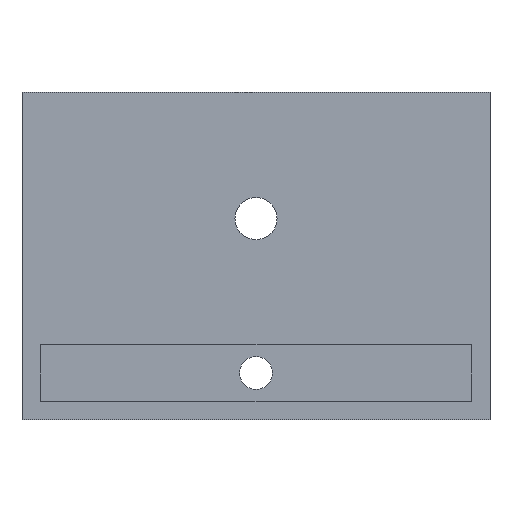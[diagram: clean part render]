
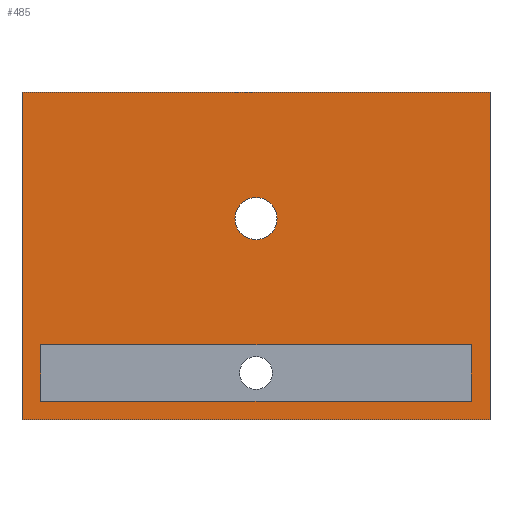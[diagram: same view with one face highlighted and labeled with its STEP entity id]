
A CAD part, front view. The second image highlights one B-rep face of the part: STEP entity #485.
In plain terms, the highlighted planar face has unit normal (0, -1, 0).
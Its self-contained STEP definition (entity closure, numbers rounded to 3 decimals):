
#28 = ORIENTED_EDGE ( 'NONE', *, *, #1431, .F. ) ;
#77 = CARTESIAN_POINT ( 'NONE',  ( 20., 0., -270. ) ) ;
#93 = EDGE_CURVE ( 'NONE', #287, #608, #910, .T. ) ;
#105 = CARTESIAN_POINT ( 'NONE',  ( 500., 0., -350. ) ) ;
#142 = LINE ( 'NONE', #1402, #830 ) ;
#175 = VERTEX_POINT ( 'NONE', #1523 ) ;
#188 = CARTESIAN_POINT ( 'NONE',  ( 0., 0., -350. ) ) ;
#195 = VERTEX_POINT ( 'NONE', #1234 ) ;
#210 = CARTESIAN_POINT ( 'NONE',  ( 480., 0., -270. ) ) ;
#225 = CARTESIAN_POINT ( 'NONE',  ( 250., 0., -157.5 ) ) ;
#227 = CIRCLE ( 'NONE', #1159, 22.5 ) ;
#229 = EDGE_CURVE ( 'NONE', #795, #420, #1349, .T. ) ;
#254 = VECTOR ( 'NONE', #1392, 1000. ) ;
#287 = VERTEX_POINT ( 'NONE', #793 ) ;
#313 = ORIENTED_EDGE ( 'NONE', *, *, #720, .F. ) ;
#333 = LINE ( 'NONE', #1483, #369 ) ;
#335 = EDGE_LOOP ( 'NONE', ( #1309, #28, #714, #313 ) ) ;
#369 = VECTOR ( 'NONE', #924, 1000. ) ;
#387 = ORIENTED_EDGE ( 'NONE', *, *, #229, .F. ) ;
#420 = VERTEX_POINT ( 'NONE', #1255 ) ;
#453 = VERTEX_POINT ( 'NONE', #77 ) ;
#476 = EDGE_LOOP ( 'NONE', ( #1063, #1087 ) ) ;
#477 = CARTESIAN_POINT ( 'NONE',  ( 0., 0., -350. ) ) ;
#483 = VERTEX_POINT ( 'NONE', #210 ) ;
#484 = ORIENTED_EDGE ( 'NONE', *, *, #759, .F. ) ;
#485 = ADVANCED_FACE ( 'NONE', ( #1352, #1122, #1078 ), #530, .T. ) ;
#487 = DIRECTION ( 'NONE',  ( 0., 0., -1. ) ) ;
#490 = DIRECTION ( 'NONE',  ( 1., 0., 0. ) ) ;
#523 = DIRECTION ( 'NONE',  ( 0., 0., -1. ) ) ;
#530 = PLANE ( 'NONE',  #1279 ) ;
#536 = LINE ( 'NONE', #1389, #1380 ) ;
#544 = CARTESIAN_POINT ( 'NONE',  ( 250., 0., -135. ) ) ;
#603 = CARTESIAN_POINT ( 'NONE',  ( 20., 0., -330. ) ) ;
#608 = VERTEX_POINT ( 'NONE', #225 ) ;
#622 = VERTEX_POINT ( 'NONE', #105 ) ;
#642 = LINE ( 'NONE', #1500, #254 ) ;
#704 = EDGE_CURVE ( 'NONE', #483, #453, #1571, .T. ) ;
#714 = ORIENTED_EDGE ( 'NONE', *, *, #1329, .F. ) ;
#720 = EDGE_CURVE ( 'NONE', #175, #195, #536, .T. ) ;
#759 = EDGE_CURVE ( 'NONE', #453, #795, #142, .T. ) ;
#793 = CARTESIAN_POINT ( 'NONE',  ( 250., 0., -112.5 ) ) ;
#795 = VERTEX_POINT ( 'NONE', #1107 ) ;
#830 = VECTOR ( 'NONE', #968, 1000. ) ;
#856 = VERTEX_POINT ( 'NONE', #188 ) ;
#860 = VECTOR ( 'NONE', #1265, 1000. ) ;
#863 = ORIENTED_EDGE ( 'NONE', *, *, #1048, .F. ) ;
#908 = LINE ( 'NONE', #970, #860 ) ;
#910 = CIRCLE ( 'NONE', #1144, 22.5 ) ;
#919 = LINE ( 'NONE', #1120, #1315 ) ;
#923 = EDGE_CURVE ( 'NONE', #608, #287, #227, .T. ) ;
#924 = DIRECTION ( 'NONE',  ( -1., 0., 0. ) ) ;
#960 = DIRECTION ( 'NONE',  ( 0., 1., 0. ) ) ;
#968 = DIRECTION ( 'NONE',  ( 0., 0., -1. ) ) ;
#970 = CARTESIAN_POINT ( 'NONE',  ( 480., 0., -330. ) ) ;
#971 = DIRECTION ( 'NONE',  ( 0., 0., 1. ) ) ;
#989 = EDGE_LOOP ( 'NONE', ( #484, #1170, #863, #387 ) ) ;
#1048 = EDGE_CURVE ( 'NONE', #420, #483, #908, .T. ) ;
#1063 = ORIENTED_EDGE ( 'NONE', *, *, #93, .T. ) ;
#1078 = FACE_OUTER_BOUND ( 'NONE', #335, .T. ) ;
#1083 = CARTESIAN_POINT ( 'NONE',  ( 250., 0., -135. ) ) ;
#1087 = ORIENTED_EDGE ( 'NONE', *, *, #923, .T. ) ;
#1107 = CARTESIAN_POINT ( 'NONE',  ( 20., 0., -330. ) ) ;
#1120 = CARTESIAN_POINT ( 'NONE',  ( 0., 0., 0. ) ) ;
#1122 = FACE_BOUND ( 'NONE', #989, .T. ) ;
#1144 = AXIS2_PLACEMENT_3D ( 'NONE', #1083, #1547, #487 ) ;
#1159 = AXIS2_PLACEMENT_3D ( 'NONE', #544, #960, #1188 ) ;
#1170 = ORIENTED_EDGE ( 'NONE', *, *, #704, .F. ) ;
#1188 = DIRECTION ( 'NONE',  ( 0., 0., -1. ) ) ;
#1234 = CARTESIAN_POINT ( 'NONE',  ( 500., 0., 0. ) ) ;
#1255 = CARTESIAN_POINT ( 'NONE',  ( 480., 0., -330. ) ) ;
#1265 = DIRECTION ( 'NONE',  ( 0., 0., 1. ) ) ;
#1276 = VECTOR ( 'NONE', #490, 1000. ) ;
#1279 = AXIS2_PLACEMENT_3D ( 'NONE', #477, #1303, #523 ) ;
#1303 = DIRECTION ( 'NONE',  ( 0., -1., 0. ) ) ;
#1309 = ORIENTED_EDGE ( 'NONE', *, *, #1449, .F. ) ;
#1315 = VECTOR ( 'NONE', #971, 1000. ) ;
#1329 = EDGE_CURVE ( 'NONE', #195, #622, #642, .T. ) ;
#1349 = LINE ( 'NONE', #603, #1276 ) ;
#1352 = FACE_BOUND ( 'NONE', #476, .T. ) ;
#1362 = DIRECTION ( 'NONE',  ( 1., 0., 0. ) ) ;
#1375 = DIRECTION ( 'NONE',  ( -1., 0., 0. ) ) ;
#1380 = VECTOR ( 'NONE', #1362, 1000. ) ;
#1389 = CARTESIAN_POINT ( 'NONE',  ( 0., 0., 0. ) ) ;
#1392 = DIRECTION ( 'NONE',  ( 0., 0., -1. ) ) ;
#1395 = CARTESIAN_POINT ( 'NONE',  ( 20., 0., -270. ) ) ;
#1402 = CARTESIAN_POINT ( 'NONE',  ( 20., 0., -330. ) ) ;
#1431 = EDGE_CURVE ( 'NONE', #622, #856, #333, .T. ) ;
#1449 = EDGE_CURVE ( 'NONE', #856, #175, #919, .T. ) ;
#1455 = VECTOR ( 'NONE', #1375, 1000. ) ;
#1483 = CARTESIAN_POINT ( 'NONE',  ( 0., 0., -350. ) ) ;
#1500 = CARTESIAN_POINT ( 'NONE',  ( 500., 0., 0. ) ) ;
#1523 = CARTESIAN_POINT ( 'NONE',  ( 0., 0., 0. ) ) ;
#1547 = DIRECTION ( 'NONE',  ( 0., 1., 0. ) ) ;
#1571 = LINE ( 'NONE', #1395, #1455 ) ;
